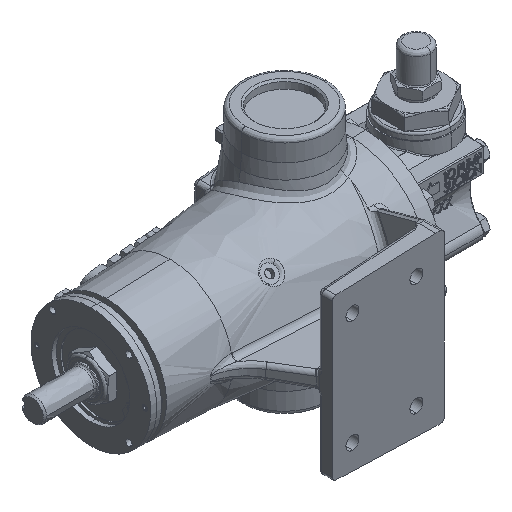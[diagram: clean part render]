
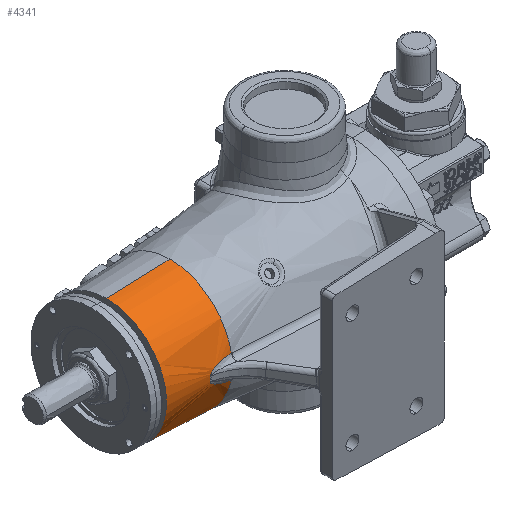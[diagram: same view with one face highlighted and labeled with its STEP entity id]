
A CAD part, isometric view. The second image highlights one B-rep face of the part: STEP entity #4341.
In plain terms, the highlighted free-form (B-spline) face has degree [2, 1] with [5, 2] control points.
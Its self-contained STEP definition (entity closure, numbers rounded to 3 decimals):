
#767 = VERTEX_POINT('',#768);
#768 = CARTESIAN_POINT('',(-255.144,0.,
    62.361));
#769 = VERTEX_POINT('',#770);
#770 = CARTESIAN_POINT('',(-255.144,0.,-62.361));
#778 = EDGE_CURVE('',#767,#779,#781,.T.);
#779 = VERTEX_POINT('',#780);
#780 = CARTESIAN_POINT('',(-189.118,0.,
    64.666));
#781 = B_SPLINE_CURVE_WITH_KNOTS('',1,(#782,#783),.UNSPECIFIED.,.F.,.F.,
  (2,2),(3.304,53.881),.PIECEWISE_BEZIER_KNOTS.);
#782 = CARTESIAN_POINT('',(-255.144,0.,
    62.361));
#783 = CARTESIAN_POINT('',(-189.118,0.,
    64.666));
#1156 = VERTEX_POINT('',#1157);
#1157 = CARTESIAN_POINT('',(-189.118,0.,-64.666));
#1163 = EDGE_CURVE('',#769,#1156,#1164,.T.);
#1164 = B_SPLINE_CURVE_WITH_KNOTS('',1,(#1165,#1166),.UNSPECIFIED.,.F.,
  .F.,(2,2),(3.304,53.881),.PIECEWISE_BEZIER_KNOTS.);
#1165 = CARTESIAN_POINT('',(-255.144,0.,-62.361));
#1166 = CARTESIAN_POINT('',(-189.118,0.,-64.666));
#2263 = VERTEX_POINT('',#2264);
#2264 = CARTESIAN_POINT('',(-189.118,-63.546,
    -11.987));
#2271 = EDGE_CURVE('',#2263,#1156,#2272,.T.);
#2272 = ( BOUNDED_CURVE() B_SPLINE_CURVE(2,(#2273,#2274,#2275),
.UNSPECIFIED.,.F.,.F.) B_SPLINE_CURVE_WITH_KNOTS((3,3),(4.899,
6.283),.PIECEWISE_BEZIER_KNOTS.) CURVE() 
GEOMETRIC_REPRESENTATION_ITEM() RATIONAL_B_SPLINE_CURVE((1.,
0.77,1.)) REPRESENTATION_ITEM('') );
#2273 = CARTESIAN_POINT('',(-189.118,-63.546,
    -11.987));
#2274 = CARTESIAN_POINT('',(-189.118,-53.608,
    -64.666));
#2275 = CARTESIAN_POINT('',(-189.118,0.,
    -64.666));
#3318 = EDGE_CURVE('',#779,#3319,#3321,.T.);
#3319 = VERTEX_POINT('',#3320);
#3320 = CARTESIAN_POINT('',(-189.118,-63.546,
    11.987));
#3321 = ( BOUNDED_CURVE() B_SPLINE_CURVE(2,(#3322,#3323,#3324),
.UNSPECIFIED.,.F.,.F.) B_SPLINE_CURVE_WITH_KNOTS((3,3),(3.142,
4.526),.PIECEWISE_BEZIER_KNOTS.) CURVE() 
GEOMETRIC_REPRESENTATION_ITEM() RATIONAL_B_SPLINE_CURVE((1.,
0.77,1.)) REPRESENTATION_ITEM('') );
#3322 = CARTESIAN_POINT('',(-189.118,0.,
    64.666));
#3323 = CARTESIAN_POINT('',(-189.118,-53.608,
    64.666));
#3324 = CARTESIAN_POINT('',(-189.118,-63.546,
    11.987));
#4341 = ADVANCED_FACE('',(#4342),#4425,.T.);
#4342 = FACE_BOUND('',#4343,.T.);
#4343 = EDGE_LOOP('',(#4344,#4345,#4353,#4354,#4355,#4384,#4397,#4424));
#4344 = ORIENTED_EDGE('',*,*,#778,.F.);
#4345 = ORIENTED_EDGE('',*,*,#4346,.F.);
#4346 = EDGE_CURVE('',#769,#767,#4347,.T.);
#4347 = ( BOUNDED_CURVE() B_SPLINE_CURVE(2,(#4348,#4349,#4350,#4351,
#4352),.UNSPECIFIED.,.F.,.F.) B_SPLINE_CURVE_WITH_KNOTS((3,2,3),(
    3.142,4.712,6.283),
.PIECEWISE_BEZIER_KNOTS.) CURVE() GEOMETRIC_REPRESENTATION_ITEM() 
RATIONAL_B_SPLINE_CURVE((1.,0.707,1.,0.707,1.)) 
REPRESENTATION_ITEM('') );
#4348 = CARTESIAN_POINT('',(-255.144,0.,
    -62.361));
#4349 = CARTESIAN_POINT('',(-255.144,-62.361,-62.361)
  );
#4350 = CARTESIAN_POINT('',(-255.144,-62.361,
    0.));
#4351 = CARTESIAN_POINT('',(-255.144,-62.361,
    62.361));
#4352 = CARTESIAN_POINT('',(-255.144,0.,
    62.361));
#4353 = ORIENTED_EDGE('',*,*,#1163,.T.);
#4354 = ORIENTED_EDGE('',*,*,#2271,.F.);
#4355 = ORIENTED_EDGE('',*,*,#4356,.T.);
#4356 = EDGE_CURVE('',#2263,#4357,#4359,.T.);
#4357 = VERTEX_POINT('',#4358);
#4358 = CARTESIAN_POINT('',(-211.316,-63.852,
    -2.224));
#4359 = B_SPLINE_CURVE_WITH_KNOTS('',3,(#4360,#4361,#4362,#4363,#4364,
    #4365,#4366,#4367,#4368,#4369,#4370,#4371,#4372,#4373,#4374,#4375,
    #4376,#4377,#4378,#4379,#4380,#4381,#4382,#4383),.UNSPECIFIED.,.F.,
  .F.,(4,2,2,2,2,2,2,2,2,2,2,4),(0.,0.005,
    0.01,0.012,0.015,
    0.016,0.017,0.018,
    0.018,0.019,0.019,
    0.019),.UNSPECIFIED.);
#4360 = CARTESIAN_POINT('',(-189.118,-63.546,
    -11.987));
#4361 = CARTESIAN_POINT('',(-191.245,-63.488,
    -11.894));
#4362 = CARTESIAN_POINT('',(-193.347,-63.468,
    -11.606));
#4363 = CARTESIAN_POINT('',(-197.506,-63.478,
    -10.708));
#4364 = CARTESIAN_POINT('',(-199.528,-63.508,
    -10.108));
#4365 = CARTESIAN_POINT('',(-202.484,-63.566,
    -9.004));
#4366 = CARTESIAN_POINT('',(-203.457,-63.588,
    -8.603));
#4367 = CARTESIAN_POINT('',(-205.374,-63.633,
    -7.723));
#4368 = CARTESIAN_POINT('',(-206.319,-63.657,
    -7.247));
#4369 = CARTESIAN_POINT('',(-207.706,-63.692,
    -6.451));
#4370 = CARTESIAN_POINT('',(-208.16,-63.704,
    -6.174));
#4371 = CARTESIAN_POINT('',(-209.041,-63.727,
    -5.584));
#4372 = CARTESIAN_POINT('',(-209.47,-63.739,
    -5.272));
#4373 = CARTESIAN_POINT('',(-210.076,-63.758,
    -4.753));
#4374 = CARTESIAN_POINT('',(-210.272,-63.764,
    -4.572));
#4375 = CARTESIAN_POINT('',(-210.642,-63.778,
    -4.181));
#4376 = CARTESIAN_POINT('',(-210.814,-63.785,
    -3.976));
#4377 = CARTESIAN_POINT('',(-211.107,-63.801,
    -3.529));
#4378 = CARTESIAN_POINT('',(-211.23,-63.81,
    -3.284));
#4379 = CARTESIAN_POINT('',(-211.332,-63.825,
    -2.893));
#4380 = CARTESIAN_POINT('',(-211.352,-63.83,
    -2.758));
#4381 = CARTESIAN_POINT('',(-211.358,-63.841,
    -2.49));
#4382 = CARTESIAN_POINT('',(-211.345,-63.847,
    -2.357));
#4383 = CARTESIAN_POINT('',(-211.316,-63.852,
    -2.224));
#4384 = ORIENTED_EDGE('',*,*,#4385,.T.);
#4385 = EDGE_CURVE('',#4357,#4386,#4388,.T.);
#4386 = VERTEX_POINT('',#4387);
#4387 = CARTESIAN_POINT('',(-211.316,-63.852,2.224
    ));
#4388 = B_SPLINE_CURVE_WITH_KNOTS('',3,(#4389,#4390,#4391,#4392,#4393,
    #4394,#4395,#4396),.UNSPECIFIED.,.F.,.F.,(4,2,2,4),(
    0.,0.002,0.003,
    0.003),.UNSPECIFIED.);
#4389 = CARTESIAN_POINT('',(-211.316,-63.852,
    -2.224));
#4390 = CARTESIAN_POINT('',(-211.155,-63.884,-1.488
    ));
#4391 = CARTESIAN_POINT('',(-211.078,-63.899,
    -0.748));
#4392 = CARTESIAN_POINT('',(-211.077,-63.9,
    0.365));
#4393 = CARTESIAN_POINT('',(-211.097,-63.896,
    0.737));
#4394 = CARTESIAN_POINT('',(-211.176,-63.88,
    1.483));
#4395 = CARTESIAN_POINT('',(-211.236,-63.868,
    1.856));
#4396 = CARTESIAN_POINT('',(-211.316,-63.852,2.224
    ));
#4397 = ORIENTED_EDGE('',*,*,#4398,.T.);
#4398 = EDGE_CURVE('',#4386,#3319,#4399,.T.);
#4399 = B_SPLINE_CURVE_WITH_KNOTS('',3,(#4400,#4401,#4402,#4403,#4404,
    #4405,#4406,#4407,#4408,#4409,#4410,#4411,#4412,#4413,#4414,#4415,
    #4416,#4417,#4418,#4419,#4420,#4421,#4422,#4423),.UNSPECIFIED.,.F.,
  .F.,(4,2,2,2,2,2,2,2,2,2,2,4),(0.,0.,
    0.001,0.001,0.002,
    0.002,0.004,0.005,
    0.007,0.01,0.015,
    0.02),.UNSPECIFIED.);
#4400 = CARTESIAN_POINT('',(-211.316,-63.852,2.224
    ));
#4401 = CARTESIAN_POINT('',(-211.345,-63.847,
    2.357));
#4402 = CARTESIAN_POINT('',(-211.358,-63.841,2.49
    ));
#4403 = CARTESIAN_POINT('',(-211.352,-63.83,
    2.758));
#4404 = CARTESIAN_POINT('',(-211.332,-63.825,
    2.893));
#4405 = CARTESIAN_POINT('',(-211.23,-63.81,
    3.284));
#4406 = CARTESIAN_POINT('',(-211.107,-63.801,
    3.529));
#4407 = CARTESIAN_POINT('',(-210.814,-63.785,
    3.976));
#4408 = CARTESIAN_POINT('',(-210.642,-63.778,
    4.181));
#4409 = CARTESIAN_POINT('',(-210.272,-63.764,
    4.572));
#4410 = CARTESIAN_POINT('',(-210.076,-63.758,
    4.753));
#4411 = CARTESIAN_POINT('',(-209.47,-63.739,
    5.272));
#4412 = CARTESIAN_POINT('',(-209.041,-63.727,
    5.584));
#4413 = CARTESIAN_POINT('',(-208.16,-63.704,
    6.174));
#4414 = CARTESIAN_POINT('',(-207.706,-63.692,
    6.451));
#4415 = CARTESIAN_POINT('',(-206.319,-63.657,
    7.247));
#4416 = CARTESIAN_POINT('',(-205.374,-63.633,
    7.723));
#4417 = CARTESIAN_POINT('',(-203.457,-63.588,
    8.603));
#4418 = CARTESIAN_POINT('',(-202.484,-63.566,
    9.004));
#4419 = CARTESIAN_POINT('',(-199.528,-63.508,
    10.108));
#4420 = CARTESIAN_POINT('',(-197.506,-63.478,
    10.708));
#4421 = CARTESIAN_POINT('',(-193.347,-63.468,
    11.606));
#4422 = CARTESIAN_POINT('',(-191.245,-63.488,
    11.894));
#4423 = CARTESIAN_POINT('',(-189.118,-63.546,
    11.987));
#4424 = ORIENTED_EDGE('',*,*,#3318,.F.);
#4425 = ( BOUNDED_SURFACE() B_SPLINE_SURFACE(2,1,(
    (#4426,#4427)
    ,(#4428,#4429)
    ,(#4430,#4431)
    ,(#4432,#4433)
    ,(#4434,#4435
)),.UNSPECIFIED.,.F.,.F.,.F.) B_SPLINE_SURFACE_WITH_KNOTS((3,2,3),(2,2),
  (3.142,4.712,6.283),(3.304,
    53.881),.PIECEWISE_BEZIER_KNOTS.) 
GEOMETRIC_REPRESENTATION_ITEM() RATIONAL_B_SPLINE_SURFACE((
    (1.,1.)
    ,(0.707,0.707)
    ,(1.,1.)
    ,(0.707,0.707)
,(1.,1.))) REPRESENTATION_ITEM('') SURFACE() );
#4426 = CARTESIAN_POINT('',(-255.144,0.,
    62.361));
#4427 = CARTESIAN_POINT('',(-189.118,0.,
    64.666));
#4428 = CARTESIAN_POINT('',(-255.144,-62.361,
    62.361));
#4429 = CARTESIAN_POINT('',(-189.118,-64.666,
    64.666));
#4430 = CARTESIAN_POINT('',(-255.144,-62.361,
    0.));
#4431 = CARTESIAN_POINT('',(-189.118,-64.666,
    0.));
#4432 = CARTESIAN_POINT('',(-255.144,-62.361,-62.361)
  );
#4433 = CARTESIAN_POINT('',(-189.118,-64.666,
    -64.666));
#4434 = CARTESIAN_POINT('',(-255.144,0.,
    -62.361));
#4435 = CARTESIAN_POINT('',(-189.118,0.,
    -64.666));
